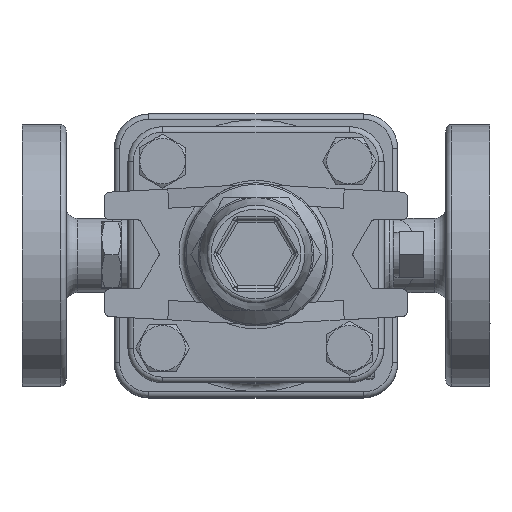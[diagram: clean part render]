
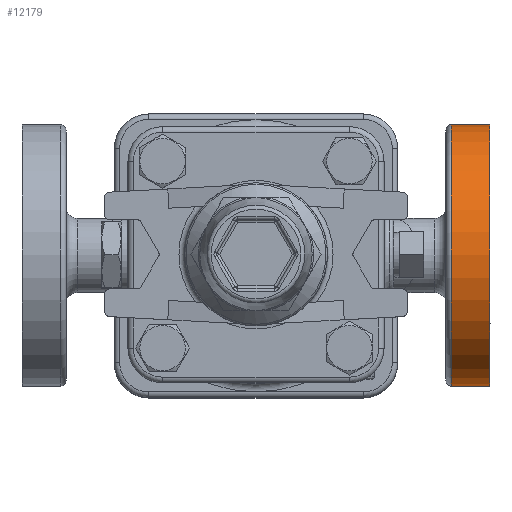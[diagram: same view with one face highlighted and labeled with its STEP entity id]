
A CAD part, top view. The second image highlights one B-rep face of the part: STEP entity #12179.
In plain terms, the highlighted cylindrical face has radius 47.5 mm (diameter 95 mm), a full revolution.
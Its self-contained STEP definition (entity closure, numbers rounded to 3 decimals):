
#698=CYLINDRICAL_SURFACE('',#13473,47.5);
#1075=FACE_BOUND('',#3505,.T.);
#1746=CIRCLE('',#13472,47.5);
#1747=CIRCLE('',#13474,47.5);
#2516=FACE_OUTER_BOUND('',#3504,.T.);
#3504=EDGE_LOOP('',(#11046));
#3505=EDGE_LOOP('',(#11047));
#5974=VERTEX_POINT('',#34432);
#5975=VERTEX_POINT('',#34435);
#7678=EDGE_CURVE('',#5974,#5974,#1746,.T.);
#7679=EDGE_CURVE('',#5975,#5975,#1747,.T.);
#11046=ORIENTED_EDGE('',*,*,#7679,.F.);
#11047=ORIENTED_EDGE('',*,*,#7678,.F.);
#12179=ADVANCED_FACE('',(#2516,#1075),#698,.T.);
#13472=AXIS2_PLACEMENT_3D('',#34433,#16705,#16706);
#13473=AXIS2_PLACEMENT_3D('',#34434,#16707,#16708);
#13474=AXIS2_PLACEMENT_3D('',#34436,#16709,#16710);
#16705=DIRECTION('center_axis',(-1.,0.,0.));
#16706=DIRECTION('ref_axis',(0.,0.,-1.));
#16707=DIRECTION('center_axis',(1.,0.,0.));
#16708=DIRECTION('ref_axis',(0.,0.,-1.));
#16709=DIRECTION('center_axis',(1.,0.,0.));
#16710=DIRECTION('ref_axis',(0.,0.,-1.));
#34432=CARTESIAN_POINT('',(71.,0.,125.5));
#34433=CARTESIAN_POINT('Origin',(71.,0.,78.));
#34434=CARTESIAN_POINT('Origin',(85.,0.,78.));
#34435=CARTESIAN_POINT('',(85.,0.,125.5));
#34436=CARTESIAN_POINT('Origin',(85.,0.,78.));
